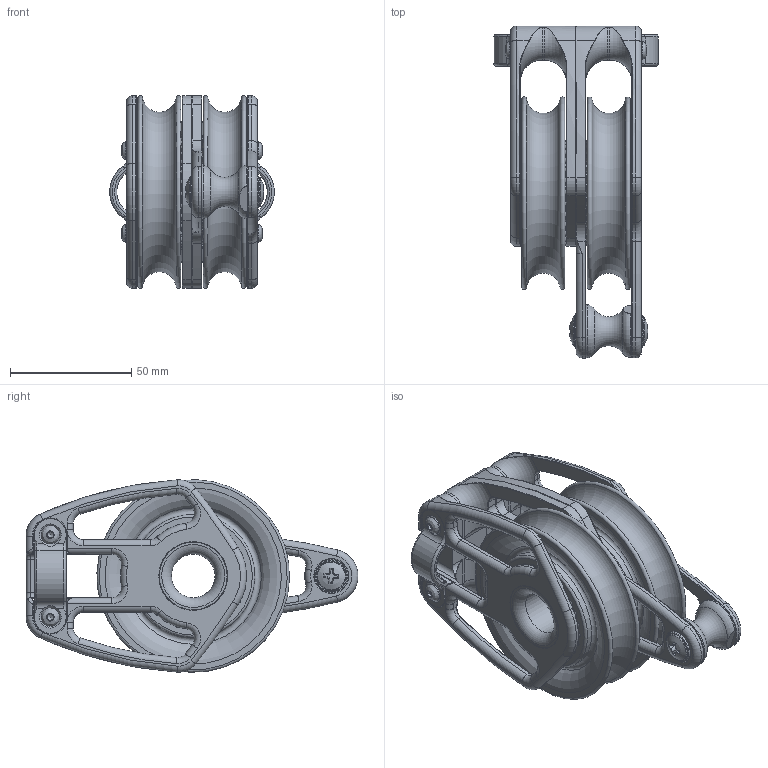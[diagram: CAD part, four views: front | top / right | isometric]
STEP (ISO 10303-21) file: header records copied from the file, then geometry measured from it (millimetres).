
FILE_DESCRIPTION(/* description */ (''),/* implementation_level */ '2;1');
FILE_NAME(/* name */ 'LL1083.stp',/* time_stamp */ '2020-02-23T10:20:54+01:00',/* author */ ('francesca'),/* organization */ (''),/* preprocessor_version */ 'ST-DEVELOPER v16.5',/* originating_system */ 'Autodesk Inventor 2017',/* authorisation */ '');
FILE_SCHEMA (('CONFIG_CONTROL_DESIGN'));
Length unit declared in the file: millimetre
Products named in the file (1): 18041000
Bounding box: 67.9 x 137 x 79.46 mm (x, y, z)
Volume: 207929.1 mm3; surface area: 74655.3 mm2
Topology: 1 solids, 1 shells, 1012 faces, 2357 edges, 1439 vertices
Faces by surface type: cylinder 328, torus 316, plane 167, sphere 111, bspline 56, cone 34
Full cylindrical faces by diameter (mm): 4 x4, 4.5 x4, 6.5 x2, 12 x2, 13.2 x2, 14 x2, 18 x1, 22 x1, 25 x4, 28 x2, 29.9 x4, 50.8 x4
Entity records: 30728 total; most frequent: CARTESIAN_POINT 7844, DIRECTION 5225, ORIENTED_EDGE 4414, AXIS2_PLACEMENT_3D 2318, EDGE_CURVE 2203, VERTEX_POINT 1404, CIRCLE 1327, EDGE_LOOP 1263
